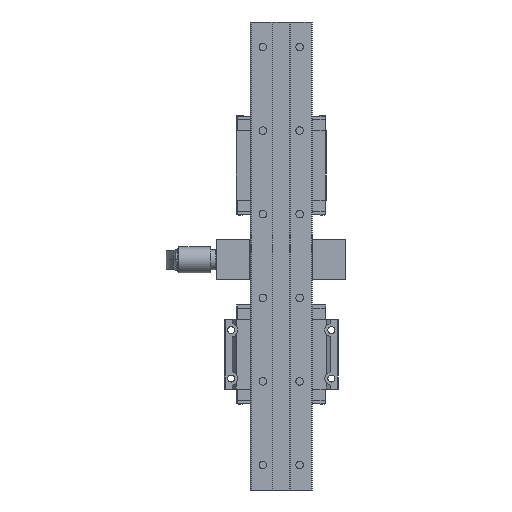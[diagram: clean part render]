
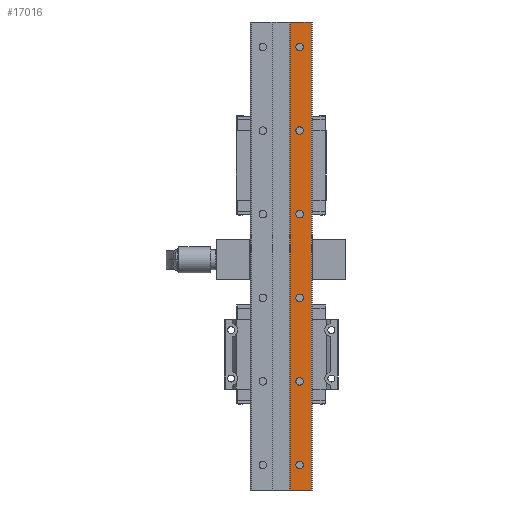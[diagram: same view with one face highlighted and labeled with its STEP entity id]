
A CAD part, front view. The second image highlights one B-rep face of the part: STEP entity #17016.
In plain terms, the highlighted face is planar.
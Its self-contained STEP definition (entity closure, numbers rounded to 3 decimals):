
#11422=CARTESIAN_POINT('',(-8.75,15.,0.));
#11423=VERTEX_POINT('',#11422);
#11439=CARTESIAN_POINT('',(-13.25,15.,0.));
#11440=VERTEX_POINT('',#11439);
#11447=CARTESIAN_POINT('',(-11.,15.,0.));
#11448=DIRECTION('',(0.,0.,1.));
#11449=DIRECTION('',(1.,0.,-0.));
#11450=AXIS2_PLACEMENT_3D('',#11447,#11448,#11449);
#11451=CIRCLE('',#11450,2.25);
#11452=EDGE_CURVE('',#11423,#11440,#11451,.T.);
#11514=CARTESIAN_POINT('',(-8.75,65.,0.));
#11515=VERTEX_POINT('',#11514);
#11531=CARTESIAN_POINT('',(-13.25,65.,0.));
#11532=VERTEX_POINT('',#11531);
#11539=CARTESIAN_POINT('',(-11.,65.,0.));
#11540=DIRECTION('',(0.,0.,1.));
#11541=DIRECTION('',(1.,0.,-0.));
#11542=AXIS2_PLACEMENT_3D('',#11539,#11540,#11541);
#11543=CIRCLE('',#11542,2.25);
#11544=EDGE_CURVE('',#11515,#11532,#11543,.T.);
#11606=CARTESIAN_POINT('',(-8.75,115.,0.));
#11607=VERTEX_POINT('',#11606);
#11623=CARTESIAN_POINT('',(-13.25,115.,0.));
#11624=VERTEX_POINT('',#11623);
#11631=CARTESIAN_POINT('',(-11.,115.,0.));
#11632=DIRECTION('',(0.,0.,1.));
#11633=DIRECTION('',(1.,0.,-0.));
#11634=AXIS2_PLACEMENT_3D('',#11631,#11632,#11633);
#11635=CIRCLE('',#11634,2.25);
#11636=EDGE_CURVE('',#11607,#11624,#11635,.T.);
#11698=CARTESIAN_POINT('',(-8.75,165.,0.));
#11699=VERTEX_POINT('',#11698);
#11715=CARTESIAN_POINT('',(-13.25,165.,0.));
#11716=VERTEX_POINT('',#11715);
#11723=CARTESIAN_POINT('',(-11.,165.,0.));
#11724=DIRECTION('',(0.,0.,1.));
#11725=DIRECTION('',(1.,0.,-0.));
#11726=AXIS2_PLACEMENT_3D('',#11723,#11724,#11725);
#11727=CIRCLE('',#11726,2.25);
#11728=EDGE_CURVE('',#11699,#11716,#11727,.T.);
#11790=CARTESIAN_POINT('',(-8.75,215.,0.));
#11791=VERTEX_POINT('',#11790);
#11807=CARTESIAN_POINT('',(-13.25,215.,0.));
#11808=VERTEX_POINT('',#11807);
#11815=CARTESIAN_POINT('',(-11.,215.,0.));
#11816=DIRECTION('',(0.,0.,1.));
#11817=DIRECTION('',(1.,0.,-0.));
#11818=AXIS2_PLACEMENT_3D('',#11815,#11816,#11817);
#11819=CIRCLE('',#11818,2.25);
#11820=EDGE_CURVE('',#11791,#11808,#11819,.T.);
#11882=CARTESIAN_POINT('',(-8.75,265.,0.));
#11883=VERTEX_POINT('',#11882);
#11899=CARTESIAN_POINT('',(-13.25,265.,0.));
#11900=VERTEX_POINT('',#11899);
#11907=CARTESIAN_POINT('',(-11.,265.,0.));
#11908=DIRECTION('',(0.,0.,1.));
#11909=DIRECTION('',(1.,0.,-0.));
#11910=AXIS2_PLACEMENT_3D('',#11907,#11908,#11909);
#11911=CIRCLE('',#11910,2.25);
#11912=EDGE_CURVE('',#11883,#11900,#11911,.T.);
#14870=CARTESIAN_POINT('',(-5.5,280.,-0.));
#14871=VERTEX_POINT('',#14870);
#14878=CARTESIAN_POINT('',(-18.,280.,-0.));
#14879=VERTEX_POINT('',#14878);
#14880=CARTESIAN_POINT('',(-5.5,280.,0.));
#14881=DIRECTION('',(-1.,0.,0.));
#14882=VECTOR('',#14881,12.5);
#14883=LINE('',#14880,#14882);
#14884=EDGE_CURVE('',#14871,#14879,#14883,.T.);
#15922=CARTESIAN_POINT('',(-5.5,0.,-0.));
#15923=VERTEX_POINT('',#15922);
#16228=CARTESIAN_POINT('',(-18.,0.,-0.));
#16229=VERTEX_POINT('',#16228);
#16236=CARTESIAN_POINT('',(-5.5,0.,0.));
#16237=DIRECTION('',(-1.,0.,0.));
#16238=VECTOR('',#16237,12.5);
#16239=LINE('',#16236,#16238);
#16240=EDGE_CURVE('',#15923,#16229,#16239,.T.);
#16637=CARTESIAN_POINT('',(-11.,265.,0.));
#16638=DIRECTION('',(0.,0.,1.));
#16639=DIRECTION('',(1.,0.,-0.));
#16640=AXIS2_PLACEMENT_3D('',#16637,#16638,#16639);
#16641=CIRCLE('',#16640,2.25);
#16642=EDGE_CURVE('',#11900,#11883,#16641,.T.);
#16694=CARTESIAN_POINT('',(-11.,215.,0.));
#16695=DIRECTION('',(0.,0.,1.));
#16696=DIRECTION('',(1.,0.,-0.));
#16697=AXIS2_PLACEMENT_3D('',#16694,#16695,#16696);
#16698=CIRCLE('',#16697,2.25);
#16699=EDGE_CURVE('',#11808,#11791,#16698,.T.);
#16751=CARTESIAN_POINT('',(-11.,165.,0.));
#16752=DIRECTION('',(0.,0.,1.));
#16753=DIRECTION('',(1.,0.,-0.));
#16754=AXIS2_PLACEMENT_3D('',#16751,#16752,#16753);
#16755=CIRCLE('',#16754,2.25);
#16756=EDGE_CURVE('',#11716,#11699,#16755,.T.);
#16808=CARTESIAN_POINT('',(-11.,115.,0.));
#16809=DIRECTION('',(0.,0.,1.));
#16810=DIRECTION('',(1.,0.,-0.));
#16811=AXIS2_PLACEMENT_3D('',#16808,#16809,#16810);
#16812=CIRCLE('',#16811,2.25);
#16813=EDGE_CURVE('',#11624,#11607,#16812,.T.);
#16865=CARTESIAN_POINT('',(-11.,65.,0.));
#16866=DIRECTION('',(0.,0.,1.));
#16867=DIRECTION('',(1.,0.,-0.));
#16868=AXIS2_PLACEMENT_3D('',#16865,#16866,#16867);
#16869=CIRCLE('',#16868,2.25);
#16870=EDGE_CURVE('',#11532,#11515,#16869,.T.);
#16922=CARTESIAN_POINT('',(-11.,15.,0.));
#16923=DIRECTION('',(0.,0.,1.));
#16924=DIRECTION('',(1.,0.,-0.));
#16925=AXIS2_PLACEMENT_3D('',#16922,#16923,#16924);
#16926=CIRCLE('',#16925,2.25);
#16927=EDGE_CURVE('',#11440,#11423,#16926,.T.);
#16960=CARTESIAN_POINT('',(-5.5,280.,0.));
#16961=DIRECTION('',(0.,-1.,0.));
#16962=VECTOR('',#16961,280.);
#16963=LINE('',#16960,#16962);
#16964=EDGE_CURVE('',#14871,#15923,#16963,.T.);
#16976=CARTESIAN_POINT('',(-11.75,280.,0.));
#16977=DIRECTION('',(0.,0.,-1.));
#16978=DIRECTION('',(1.,0.,0.));
#16979=AXIS2_PLACEMENT_3D('',#16976,#16977,#16978);
#16980=PLANE('',#16979);
#16981=ORIENTED_EDGE('',*,*,#16642,.T.);
#16982=ORIENTED_EDGE('',*,*,#11912,.T.);
#16983=EDGE_LOOP('',(#16981,#16982));
#16984=FACE_BOUND('',#16983,.T.);
#16985=ORIENTED_EDGE('',*,*,#16699,.T.);
#16986=ORIENTED_EDGE('',*,*,#11820,.T.);
#16987=EDGE_LOOP('',(#16985,#16986));
#16988=FACE_BOUND('',#16987,.T.);
#16989=ORIENTED_EDGE('',*,*,#16756,.T.);
#16990=ORIENTED_EDGE('',*,*,#11728,.T.);
#16991=EDGE_LOOP('',(#16989,#16990));
#16992=FACE_BOUND('',#16991,.T.);
#16993=ORIENTED_EDGE('',*,*,#16813,.T.);
#16994=ORIENTED_EDGE('',*,*,#11636,.T.);
#16995=EDGE_LOOP('',(#16993,#16994));
#16996=FACE_BOUND('',#16995,.T.);
#16997=ORIENTED_EDGE('',*,*,#16870,.T.);
#16998=ORIENTED_EDGE('',*,*,#11544,.T.);
#16999=EDGE_LOOP('',(#16997,#16998));
#17000=FACE_BOUND('',#16999,.T.);
#17001=ORIENTED_EDGE('',*,*,#16927,.T.);
#17002=ORIENTED_EDGE('',*,*,#11452,.T.);
#17003=EDGE_LOOP('',(#17001,#17002));
#17004=FACE_BOUND('',#17003,.T.);
#17005=ORIENTED_EDGE('',*,*,#16240,.T.);
#17006=CARTESIAN_POINT('',(-18.,280.,0.));
#17007=DIRECTION('',(0.,-1.,0.));
#17008=VECTOR('',#17007,280.);
#17009=LINE('',#17006,#17008);
#17010=EDGE_CURVE('',#14879,#16229,#17009,.T.);
#17011=ORIENTED_EDGE('',*,*,#17010,.F.);
#17012=ORIENTED_EDGE('',*,*,#14884,.F.);
#17013=ORIENTED_EDGE('',*,*,#16964,.T.);
#17014=EDGE_LOOP('',(#17005,#17011,#17012,#17013));
#17015=FACE_BOUND('',#17014,.T.);
#17016=ADVANCED_FACE('',(#16984,#16988,#16992,#16996,#17000,#17004,#17015),#16980,.T.);
